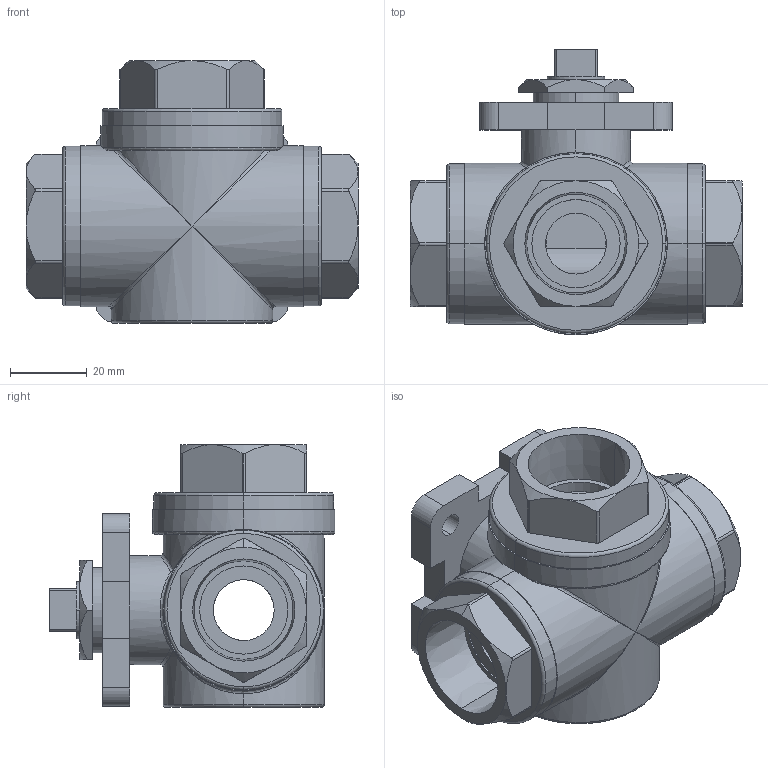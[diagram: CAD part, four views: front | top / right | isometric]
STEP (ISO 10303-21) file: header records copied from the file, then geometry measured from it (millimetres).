
FILE_DESCRIPTION (( 'STEP AP214' ), '1' );
FILE_NAME ('38-TH-0075-XXX BARE STEM.step', '2019-11-20T20:41:16', ( '' ), ( '' ), 'SwSTEP 2.0', 'SolidWorks 2019', '' );
FILE_SCHEMA (( 'AUTOMOTIVE_DESIGN' ));
Length unit declared in the file: inch
Products named in the file (2): 38-TH-0075-XXX BARE STEM
Bounding box: 86.61 x 74.61 x 68.58 mm (x, y, z)
Surface area: 35576.1 mm2 (no closed solid volume)
Topology: 0 solids, 7 shells, 197 faces, 519 edges, 332 vertices
Faces by surface type: plane 72, cylinder 68, cone 33, torus 10, bspline 10, sphere 4
Entity records: 9891 total; most frequent: CARTESIAN_POINT 2592, ORIENTED_EDGE 983, DIRECTION 957, EDGE_CURVE 515, AXIS2_PLACEMENT_3D 375, VERTEX_POINT 332, EDGE_LOOP 222, LINE 207
